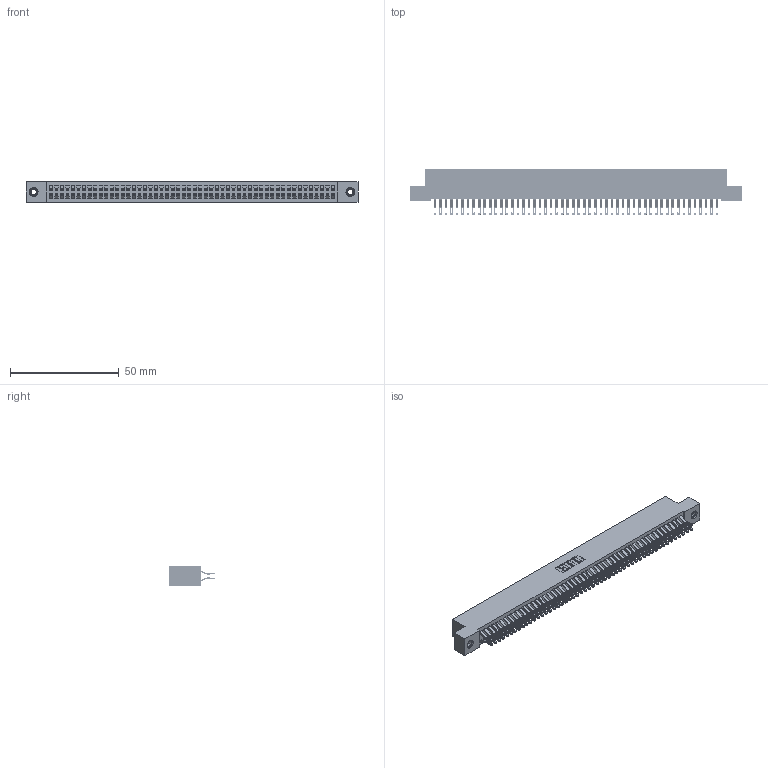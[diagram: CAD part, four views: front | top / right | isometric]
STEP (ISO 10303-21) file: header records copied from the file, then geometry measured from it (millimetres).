
FILE_DESCRIPTION (( 'STEP AP203' ), '1' );
FILE_NAME ('342-104-555-207.STEP', '2018-08-14T06:21:24', ( '' ), ( '' ), 'SwSTEP 2.0', 'SolidWorks 2016', '' );
FILE_SCHEMA (( 'CONFIG_CONTROL_DESIGN' ));
Length unit declared in the file: inch
Products named in the file (4): 345-250-001_345-250-005-103; 342-104-555-207; 342 Part_TI; 345-292-001_555 Tail
Assembly tree (107 placements, depth 2):
  342-104-555-207
    342 Part_TI
    345-292-001_555 Tail  x104
    345-250-001_345-250-005-103  x2
Bounding box: 152.4 x 21.47 x 9.4 mm (x, y, z)
Volume: 14016.8 mm3; surface area: 24094.3 mm2
Topology: 107 solids, 107 shells, 6202 faces, 19467 edges, 12970 vertices
Faces by surface type: plane 3634, cylinder 2552, cone 12, torus 4
Entity records: 33540 total; most frequent: CARTESIAN_POINT 5563, ORIENTED_EDGE 5462, DIRECTION 4737, EDGE_CURVE 2731, VECTOR 2563, LINE 2563, VERTEX_POINT 1816, AXIS2_PLACEMENT_3D 1087
